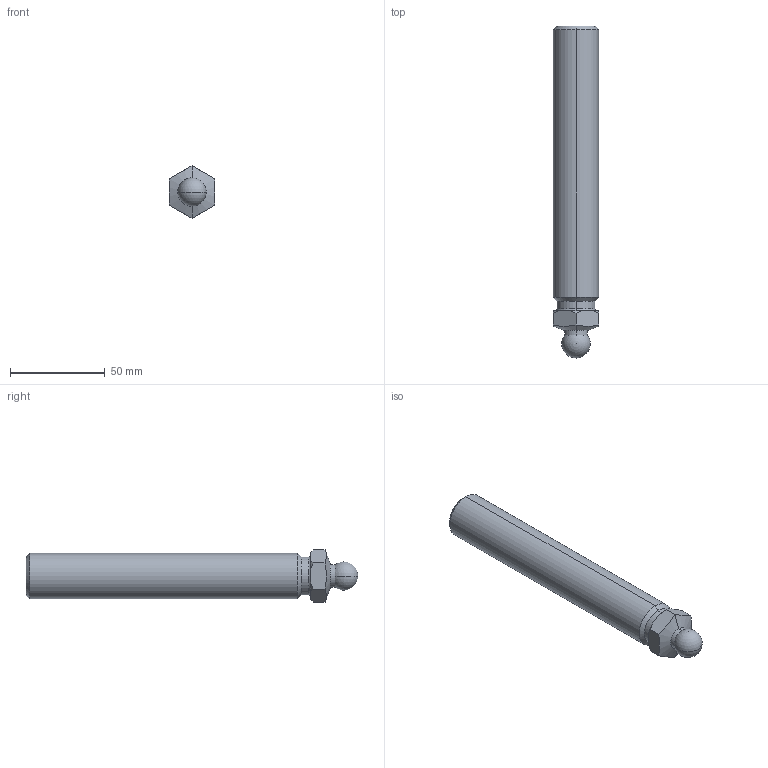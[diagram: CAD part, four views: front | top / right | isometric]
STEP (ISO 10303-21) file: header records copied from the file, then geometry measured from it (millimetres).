
FILE_DESCRIPTION (( 'STEP AP214' ), '1' );
FILE_NAME ('098dm24150m.STEP', '2014-08-12T06:42:16', ( '' ), ( '' ), 'SwSTEP 2.0', 'SolidWorks 2014', '' );
FILE_SCHEMA (( 'AUTOMOTIVE_DESIGN' ));
Length unit declared in the file: millimetre
Products named in the file (1): 098dm24150m
Bounding box: 24 x 175 x 27.71 mm (x, y, z)
Volume: 73479.1 mm3; surface area: 13536.9 mm2
Topology: 1 solids, 1 shells, 31 faces, 77 edges, 47 vertices
Faces by surface type: cone 13, plane 8, cylinder 6, sphere 2, torus 2
Entity records: 1013 total; most frequent: CARTESIAN_POINT 262, DIRECTION 147, ORIENTED_EDGE 144, EDGE_CURVE 72, AXIS2_PLACEMENT_3D 61, VERTEX_POINT 44, EDGE_LOOP 32, FACE_OUTER_BOUND 31
